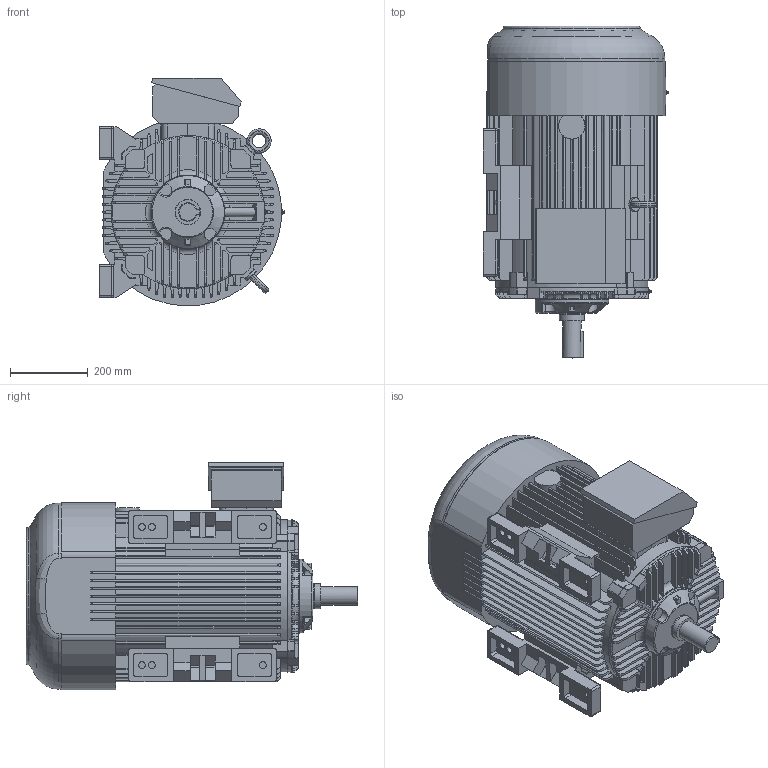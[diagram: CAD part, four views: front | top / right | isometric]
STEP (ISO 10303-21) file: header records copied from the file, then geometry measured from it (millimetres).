
FILE_DESCRIPTION( ( 'Unknown' ), '1' );
FILE_NAME( 'SIE360_TS.stp', 'Unknown', ( 'Unknown' ), ( 'Unknown' ), 'XStep 1.0', 'Unknown', ' ' );
FILE_SCHEMA( ( 'CONFIG_CONTROL_DESIGN' ) );
Length unit declared in the file: millimetre
Products named in the file (1): 1
Bounding box: 478.53 x 854.3 x 585.82 mm (x, y, z)
Volume: 109252049 mm3; surface area: 2907665.8 mm2
Topology: 1 solids, 4 shells, 1134 faces, 3125 edges, 2008 vertices
Faces by surface type: plane 758, cylinder 263, torus 89, sphere 10, cone 7, bspline 7
Full cylindrical faces by diameter (mm): 1.6 x2, 5 x3, 10 x3, 17.5 x6, 35 x4, 48 x1, 61.988 x1, 64.5 x1, 64.997 x1, 188 x1, 190 x1
Entity records: 40341 total; most frequent: CARTESIAN_POINT 11565, ORIENTED_EDGE 6110, DIRECTION 5887, EDGE_CURVE 3055, VERTEX_POINT 1993, LINE 1963, VECTOR 1963, AXIS2_PLACEMENT_3D 1962
